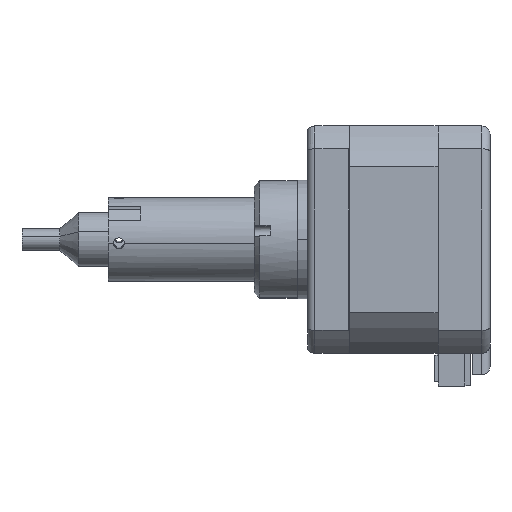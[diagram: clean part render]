
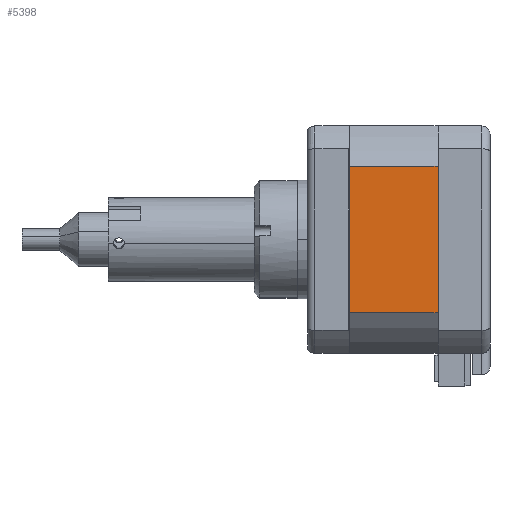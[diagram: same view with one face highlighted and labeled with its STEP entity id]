
A CAD part, left-side view. The second image highlights one B-rep face of the part: STEP entity #5398.
In plain terms, the highlighted planar face has unit normal (-1, 0, 0).
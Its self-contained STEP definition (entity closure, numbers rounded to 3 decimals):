
#283 = VECTOR ( 'NONE', #3341, 1000. ) ;
#383 = CARTESIAN_POINT ( 'NONE',  ( -6.284, 10.703, -10.341 ) ) ;
#611 = LINE ( 'NONE', #1470, #8504 ) ;
#826 = LINE ( 'NONE', #383, #283 ) ;
#1470 = CARTESIAN_POINT ( 'NONE',  ( -6.284, -5.797, 16.848 ) ) ;
#3333 = VERTEX_POINT ( 'NONE', #16776 ) ;
#3341 = DIRECTION ( 'NONE',  ( 0., 0., -1. ) ) ;
#5398 = ADVANCED_FACE ( 'NONE', ( #6656 ), #16714, .F. ) ;
#5672 = VERTEX_POINT ( 'NONE', #17188 ) ;
#5749 = AXIS2_PLACEMENT_3D ( 'NONE', #15014, #15223, #14385 ) ;
#6656 = FACE_OUTER_BOUND ( 'NONE', #8658, .T. ) ;
#7518 = ORIENTED_EDGE ( 'NONE', *, *, #19668, .F. ) ;
#7527 = VERTEX_POINT ( 'NONE', #9717 ) ;
#7592 = EDGE_CURVE ( 'NONE', #3333, #5672, #826, .T. ) ;
#8504 = VECTOR ( 'NONE', #20298, 1000. ) ;
#8658 = EDGE_LOOP ( 'NONE', ( #11818, #10427, #7518, #13344 ) ) ;
#9129 = LINE ( 'NONE', #13958, #12754 ) ;
#9717 = CARTESIAN_POINT ( 'NONE',  ( -6.284, -5.797, -10.341 ) ) ;
#9884 = VECTOR ( 'NONE', #12395, 1000. ) ;
#10427 = ORIENTED_EDGE ( 'NONE', *, *, #17149, .F. ) ;
#10828 = CARTESIAN_POINT ( 'NONE',  ( -6.284, -5.797, -10.341 ) ) ;
#11818 = ORIENTED_EDGE ( 'NONE', *, *, #7592, .T. ) ;
#12395 = DIRECTION ( 'NONE',  ( 0., 1., 0. ) ) ;
#12754 = VECTOR ( 'NONE', #15583, 1000. ) ;
#13344 = ORIENTED_EDGE ( 'NONE', *, *, #13873, .T. ) ;
#13873 = EDGE_CURVE ( 'NONE', #18309, #3333, #611, .T. ) ;
#13958 = CARTESIAN_POINT ( 'NONE',  ( -6.284, -5.797, -10.341 ) ) ;
#14017 = LINE ( 'NONE', #10828, #9884 ) ;
#14385 = DIRECTION ( 'NONE',  ( 0., 1., 0. ) ) ;
#15014 = CARTESIAN_POINT ( 'NONE',  ( -6.284, -5.797, -10.341 ) ) ;
#15223 = DIRECTION ( 'NONE',  ( 1., 0., 0. ) ) ;
#15583 = DIRECTION ( 'NONE',  ( 0., 0., -1. ) ) ;
#16714 = PLANE ( 'NONE',  #5749 ) ;
#16776 = CARTESIAN_POINT ( 'NONE',  ( -6.284, 10.703, 16.848 ) ) ;
#17149 = EDGE_CURVE ( 'NONE', #7527, #5672, #14017, .T. ) ;
#17188 = CARTESIAN_POINT ( 'NONE',  ( -6.284, 10.703, -10.341 ) ) ;
#17245 = CARTESIAN_POINT ( 'NONE',  ( -6.284, -5.797, 16.848 ) ) ;
#18309 = VERTEX_POINT ( 'NONE', #17245 ) ;
#19668 = EDGE_CURVE ( 'NONE', #18309, #7527, #9129, .T. ) ;
#20298 = DIRECTION ( 'NONE',  ( 0., 1., 0. ) ) ;
